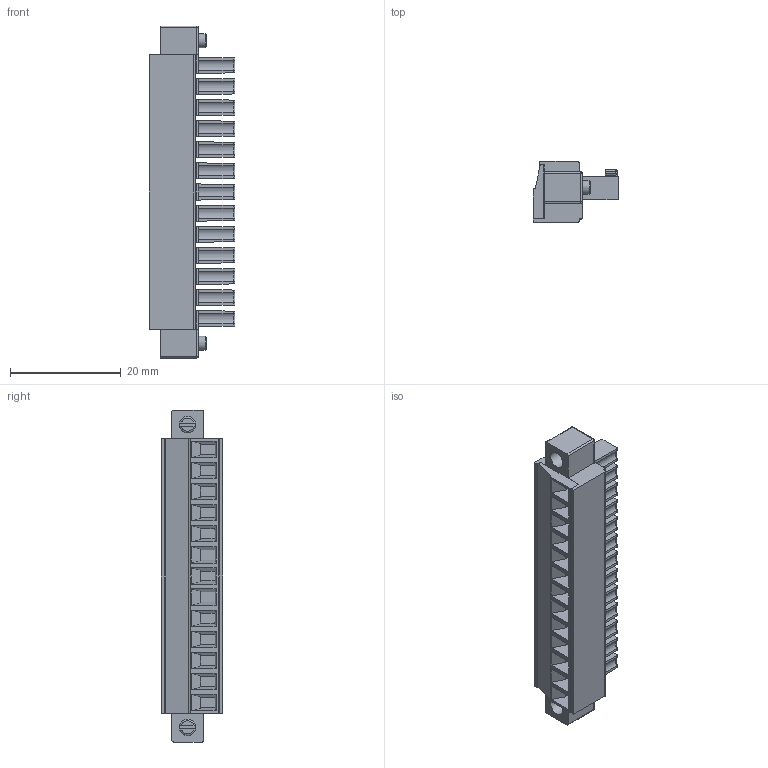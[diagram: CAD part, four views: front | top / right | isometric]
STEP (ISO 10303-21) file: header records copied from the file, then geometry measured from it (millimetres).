
FILE_DESCRIPTION(('STEP AP214'),'1');
FILE_NAME('SH07-7,62-K-S.stp','2018-11-19T11:51:42',(' '),(' '),'Spatial InterOp 3D',' ',' ');
FILE_SCHEMA(('AUTOMOTIVE_DESIGN { 1 0 10303 214 1 1 1 1 }'));
Length unit declared in the file: metre
Products named in the file (1): 1
Bounding box: 15.5 x 11.1 x 59.93 mm (x, y, z)
Volume: 4909.1 mm3; surface area: 5640.4 mm2
Topology: 1 solids, 1 shells, 972 faces, 2563 edges, 1630 vertices
Faces by surface type: plane 639, cylinder 231, cone 41, torus 31, sphere 30
Full cylindrical faces by diameter (mm): 1.2 x13, 1.8 x6, 2.5 x2, 2.8 x13, 3 x15
Entity records: 36698 total; most frequent: CARTESIAN_POINT 5571, ORIENTED_EDGE 4760, DIRECTION 4756, EDGE_CURVE 2380, LINE 1766, VECTOR 1766, VERTEX_POINT 1567, AXIS2_PLACEMENT_3D 1495
